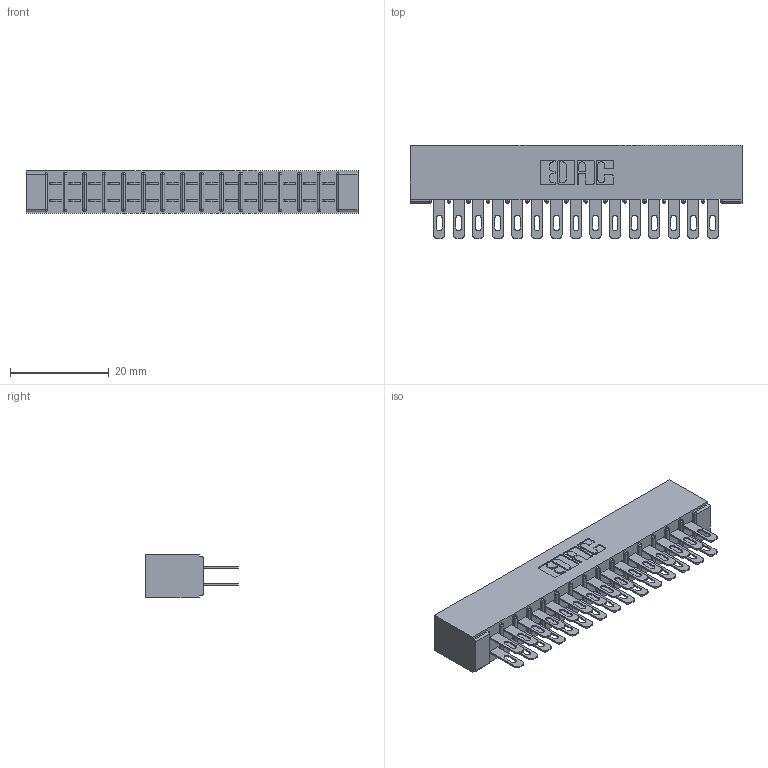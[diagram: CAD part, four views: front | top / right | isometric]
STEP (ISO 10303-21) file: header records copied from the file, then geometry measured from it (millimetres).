
FILE_DESCRIPTION (( 'STEP AP203' ), '1' );
FILE_NAME ('355-030-500-501.STEP', '2019-09-11T06:50:52', ( '' ), ( '' ), 'SwSTEP 2.0', 'SolidWorks 2016', '' );
FILE_SCHEMA (( 'CONFIG_CONTROL_DESIGN' ));
Length unit declared in the file: inch
Products named in the file (3): 355-030-500-501; 305-290-001_500; 305 Part_No Mounting
Assembly tree (31 placements, depth 2):
  355-030-500-501
    305 Part_No Mounting
    305-290-001_500  x30
Bounding box: 67.31 x 18.85 x 8.71 mm (x, y, z)
Volume: 4302.2 mm3; surface area: 9285.3 mm2
Topology: 31 solids, 31 shells, 1608 faces, 4597 edges, 2982 vertices
Faces by surface type: plane 904, cylinder 644, sphere 60
Entity records: 19272 total; most frequent: CARTESIAN_POINT 3187, ORIENTED_EDGE 3158, DIRECTION 3105, EDGE_CURVE 1579, VECTOR 1249, LINE 1249, VERTEX_POINT 1010, AXIS2_PLACEMENT_3D 928
